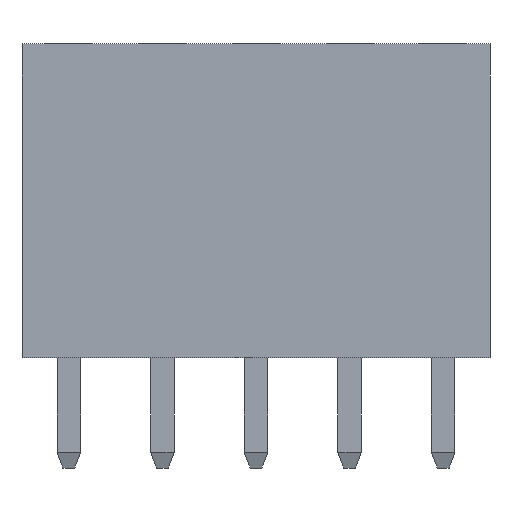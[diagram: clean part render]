
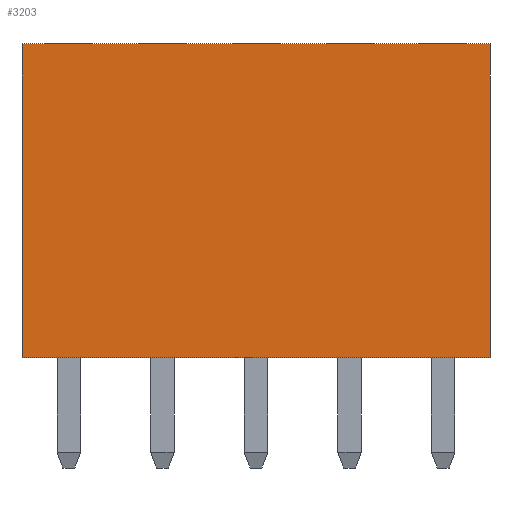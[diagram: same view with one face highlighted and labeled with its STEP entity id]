
A CAD part, front view. The second image highlights one B-rep face of the part: STEP entity #3203.
In plain terms, the highlighted planar face has unit normal (0, -1, 0).
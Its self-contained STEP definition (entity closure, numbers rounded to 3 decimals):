
#216=FACE_OUTER_BOUND('',#422,.T.);
#422=EDGE_LOOP('',(#2718,#2719,#2720,#2721));
#829=LINE('',#5010,#1241);
#831=LINE('',#5016,#1243);
#834=LINE('',#5021,#1246);
#835=LINE('',#5022,#1247);
#1241=VECTOR('',#4162,1.);
#1243=VECTOR('',#4166,1.);
#1246=VECTOR('',#4171,1.);
#1247=VECTOR('',#4172,1.);
#1490=VERTEX_POINT('',#5003);
#1493=VERTEX_POINT('',#5008);
#1495=VERTEX_POINT('',#5013);
#1496=VERTEX_POINT('',#5015);
#1901=EDGE_CURVE('',#1493,#1490,#829,.T.);
#1903=EDGE_CURVE('',#1495,#1496,#831,.T.);
#1906=EDGE_CURVE('',#1493,#1496,#834,.T.);
#1907=EDGE_CURVE('',#1490,#1495,#835,.T.);
#2718=ORIENTED_EDGE('',*,*,#1906,.T.);
#2719=ORIENTED_EDGE('',*,*,#1903,.F.);
#2720=ORIENTED_EDGE('',*,*,#1907,.F.);
#2721=ORIENTED_EDGE('',*,*,#1901,.F.);
#2916=PLANE('',#3391);
#3203=ADVANCED_FACE('',(#216),#2916,.F.);
#3391=AXIS2_PLACEMENT_3D('',#5020,#4169,#4170);
#4162=DIRECTION('',(1.,0.,0.));
#4166=DIRECTION('',(-1.,0.,0.));
#4169=DIRECTION('center_axis',(0.,1.,0.));
#4170=DIRECTION('ref_axis',(0.,0.,1.));
#4171=DIRECTION('',(0.,0.,-1.));
#4172=DIRECTION('',(0.,0.,-1.));
#5003=CARTESIAN_POINT('',(11.43,-3.81,8.509));
#5008=CARTESIAN_POINT('',(-1.27,-3.81,8.509));
#5010=CARTESIAN_POINT('',(5.08,-3.81,8.509));
#5013=CARTESIAN_POINT('',(11.43,-3.81,0.));
#5015=CARTESIAN_POINT('',(-1.27,-3.81,0.));
#5016=CARTESIAN_POINT('',(5.08,-3.81,0.));
#5020=CARTESIAN_POINT('Origin',(5.08,-3.81,4.255));
#5021=CARTESIAN_POINT('',(-1.27,-3.81,4.255));
#5022=CARTESIAN_POINT('',(11.43,-3.81,4.255));
